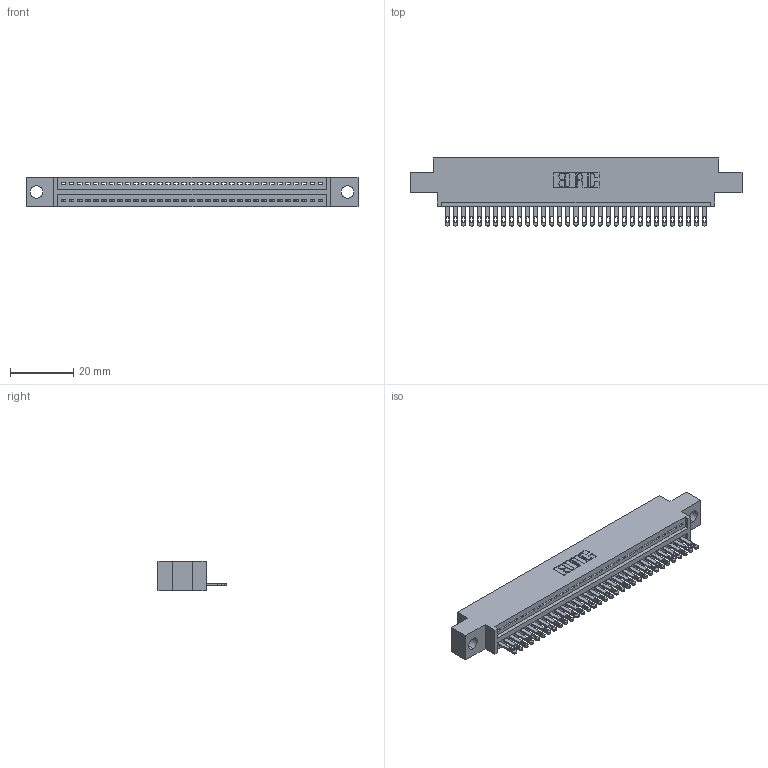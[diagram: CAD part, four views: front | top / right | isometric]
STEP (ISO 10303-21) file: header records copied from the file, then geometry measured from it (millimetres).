
FILE_DESCRIPTION (( 'STEP AP203' ), '1' );
FILE_NAME ('895-033-500-604.STEP', '2020-09-25T20:34:21', ( '' ), ( '' ), 'SwSTEP 2.0', 'SolidWorks 2020', '' );
FILE_SCHEMA (( 'CONFIG_CONTROL_DESIGN' ));
Length unit declared in the file: inch
Products named in the file (3): 895-033-500-604; 345-292-001_345-293-100; 845 Part_0.170 Offset - 0.156 Dia-TH
Assembly tree (34 placements, depth 2):
  895-033-500-604
    845 Part_0.170 Offset - 0.156 Dia-TH
    345-292-001_345-293-100  x33
Bounding box: 105.03 x 21.51 x 9.4 mm (x, y, z)
Volume: 9721.2 mm3; surface area: 12805.7 mm2
Topology: 34 solids, 34 shells, 1912 faces, 5897 edges, 3930 vertices
Faces by surface type: plane 1206, cylinder 706
Entity records: 26113 total; most frequent: CARTESIAN_POINT 4531, ORIENTED_EDGE 4498, DIRECTION 3971, EDGE_CURVE 2249, LINE 1981, VECTOR 1981, VERTEX_POINT 1498, AXIS2_PLACEMENT_3D 995
